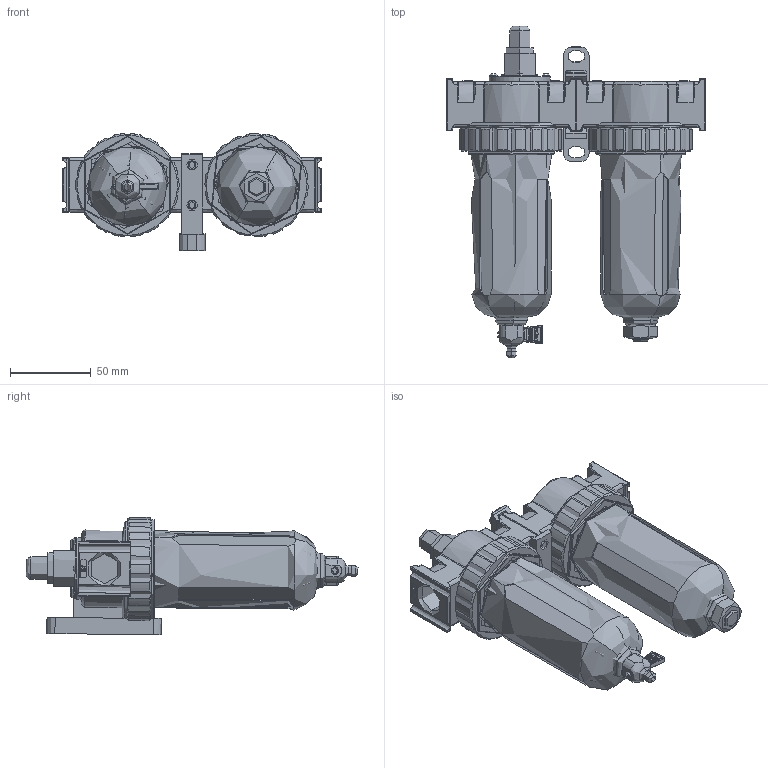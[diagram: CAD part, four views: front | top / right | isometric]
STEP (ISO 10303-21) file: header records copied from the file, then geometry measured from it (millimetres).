
FILE_DESCRIPTION (( 'STEP AP214' ), '1' );
FILE_NAME ('FLM863.STEP', '2021-11-25T08:51:47', ( 'User' ), ( '' ), 'SwSTEP 2.0', 'SolidWorks 2014', '' );
FILE_SCHEMA (( 'AUTOMOTIVE_DESIGN' ));
Length unit declared in the file: millimetre
Products named in the file (40): 內六角螺栓; M12六角螺帽; C8044; F8004; LM863; F8003; 排氣頭; F8002; F8001; FM863; 十字圓頭螺絲; L8016; FM87-24; F5012; F5010; FM8001; FLM863
Assembly tree (28 placements, depth 3):
  M12六角螺帽
  內六角螺栓
  F8004
  F8003
  F8002
Bounding box: 160 x 205.66 x 72.67 mm (x, y, z)
Volume: 312532.7 mm3; surface area: 212598.6 mm2
Topology: 21 solids, 21 shells, 1735 faces, 4391 edges, 2738 vertices
Faces by surface type: cylinder 678, plane 662, torus 202, bspline 98, cone 75, sphere 20
Entity records: 50925 total; most frequent: CARTESIAN_POINT 17180, ORIENTED_EDGE 6970, DIRECTION 6612, EDGE_CURVE 3485, AXIS2_PLACEMENT_3D 2423, VERTEX_POINT 2200, LINE 1766, VECTOR 1766
